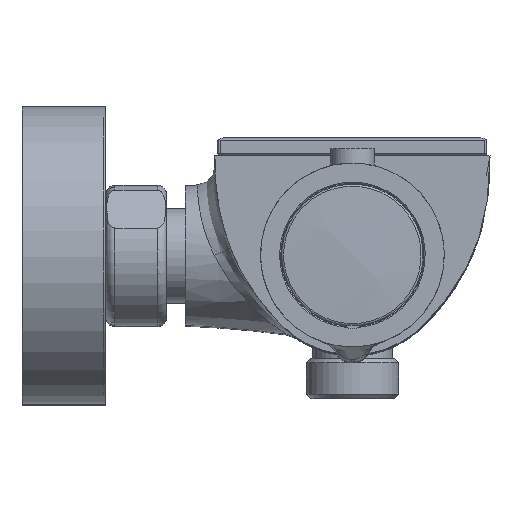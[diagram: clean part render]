
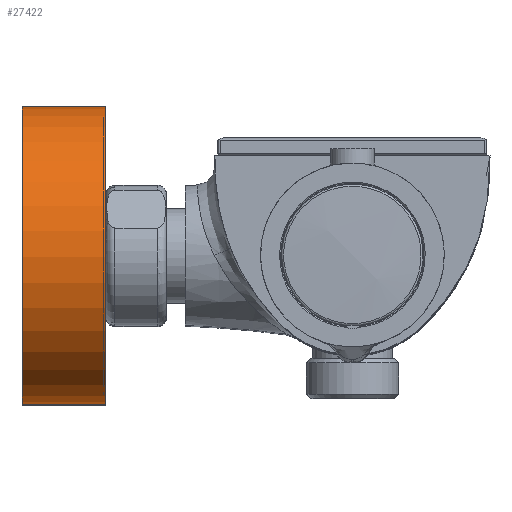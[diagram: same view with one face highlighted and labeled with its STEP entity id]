
A CAD part, top view. The second image highlights one B-rep face of the part: STEP entity #27422.
In plain terms, the highlighted cylindrical face has radius 33.25 mm (diameter 66.5 mm), a full revolution.
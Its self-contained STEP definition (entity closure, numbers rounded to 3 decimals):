
#647 = CARTESIAN_POINT ( 'NONE',  ( -55.124, 0., 75. ) ) ;
#868 = ORIENTED_EDGE ( 'NONE', *, *, #14216, .T. ) ;
#1101 = VERTEX_POINT ( 'NONE', #13718 ) ;
#4084 = DIRECTION ( 'NONE',  ( 0., -0.352, 0.936 ) ) ;
#4708 = DIRECTION ( 'NONE',  ( 0., -0.352, 0.936 ) ) ;
#5121 = AXIS2_PLACEMENT_3D ( 'NONE', #28232, #11910, #18840 ) ;
#8667 = FACE_OUTER_BOUND ( 'NONE', #19297, .T. ) ;
#9293 = CIRCLE ( 'NONE', #32040, 33.25 ) ;
#10595 = DIRECTION ( 'NONE',  ( -1., 0., 0. ) ) ;
#10736 = CIRCLE ( 'NONE', #16632, 33.25 ) ;
#11910 = DIRECTION ( 'NONE',  ( -1., 0., 0. ) ) ;
#13718 = CARTESIAN_POINT ( 'NONE',  ( -55.124, -11.693, 106.126 ) ) ;
#14216 = EDGE_CURVE ( 'NONE', #17868, #17868, #9293, .T. ) ;
#16632 = AXIS2_PLACEMENT_3D ( 'NONE', #647, #10595, #4084 ) ;
#17868 = VERTEX_POINT ( 'NONE', #20715 ) ;
#18840 = DIRECTION ( 'NONE',  ( 0., -0.352, 0.936 ) ) ;
#19297 = EDGE_LOOP ( 'NONE', ( #868 ) ) ;
#20715 = CARTESIAN_POINT ( 'NONE',  ( -73.724, -11.693, 106.126 ) ) ;
#23478 = CARTESIAN_POINT ( 'NONE',  ( -73.724, 0., 75. ) ) ;
#24499 = EDGE_LOOP ( 'NONE', ( #39246 ) ) ;
#27422 = ADVANCED_FACE ( 'NONE', ( #8667, #40246 ), #34141, .T. ) ;
#28232 = CARTESIAN_POINT ( 'NONE',  ( -54.194, 0., 75. ) ) ;
#28429 = EDGE_CURVE ( 'NONE', #1101, #1101, #10736, .T. ) ;
#32040 = AXIS2_PLACEMENT_3D ( 'NONE', #23478, #32263, #4708 ) ;
#32263 = DIRECTION ( 'NONE',  ( 1., 0., 0. ) ) ;
#34141 = CYLINDRICAL_SURFACE ( 'NONE', #5121, 33.25 ) ;
#39246 = ORIENTED_EDGE ( 'NONE', *, *, #28429, .T. ) ;
#40246 = FACE_OUTER_BOUND ( 'NONE', #24499, .T. ) ;
